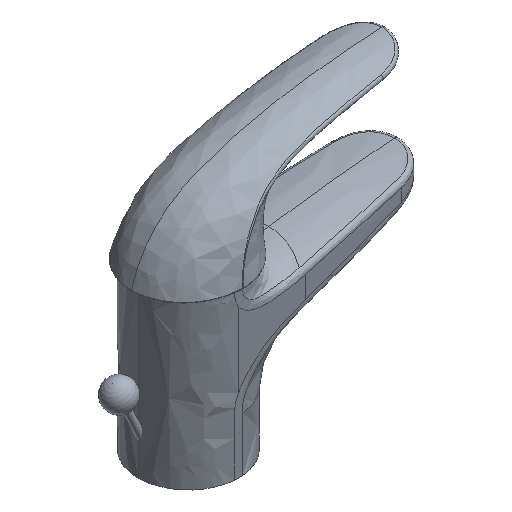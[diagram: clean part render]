
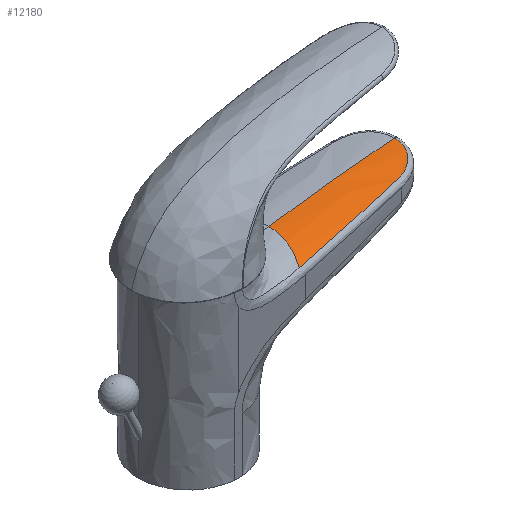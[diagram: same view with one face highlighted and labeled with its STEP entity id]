
A CAD part, isometric view. The second image highlights one B-rep face of the part: STEP entity #12180.
In plain terms, the highlighted free-form (B-spline) face has degree [4, 6] with [6, 7] control points.
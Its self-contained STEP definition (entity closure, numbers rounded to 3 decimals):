
#2909=B_SPLINE_SURFACE_WITH_KNOTS('',4,6,((#24885,#24886,#24887,#24888,
#24889,#24890,#24891),(#24892,#24893,#24894,#24895,#24896,#24897,#24898),
(#24899,#24900,#24901,#24902,#24903,#24904,#24905),(#24906,#24907,#24908,
#24909,#24910,#24911,#24912),(#24913,#24914,#24915,#24916,#24917,#24918,
#24919),(#24920,#24921,#24922,#24923,#24924,#24925,#24926)),
 .UNSPECIFIED.,.F.,.F.,.F.,(5,1,5),(7,7),(0.071,0.5,0.5),
(0.147,0.635),.UNSPECIFIED.);
#3119=ORIENTED_EDGE('',*,*,#6825,.F.);
#3120=ORIENTED_EDGE('',*,*,#6815,.F.);
#3121=ORIENTED_EDGE('',*,*,#6827,.T.);
#6815=EDGE_CURVE('',#8677,#8678,#9927,.F.);
#6825=EDGE_CURVE('',#8678,#8685,#9936,.T.);
#6827=EDGE_CURVE('',#8677,#8685,#9938,.T.);
#8677=VERTEX_POINT('',#23053);
#8678=VERTEX_POINT('',#23072);
#8685=VERTEX_POINT('',#24874);
#9927=B_SPLINE_CURVE_WITH_KNOTS('',3,(#23054,#23055,#23056,#23057,#23058,
#23059,#23060,#23061,#23062,#23063,#23064,#23065,#23066,#23067,#23068,#23069,
#23070,#23071),.UNSPECIFIED.,.F.,.F.,(4,1,1,1,1,1,1,1,1,1,1,1,1,1,1,4),
(0.,0.125,0.25,0.375,
0.5,0.563,0.625,0.656,
0.688,0.719,0.75,0.813,
0.844,0.875,0.938,1.),.UNSPECIFIED.);
#9936=B_SPLINE_CURVE_WITH_KNOTS('',3,(#24867,#24868,#24869,#24870,#24871,
#24872,#24873),.UNSPECIFIED.,.F.,.F.,(4,1,1,1,4),(0.134,0.35,
0.567,0.783,1.),.UNSPECIFIED.);
#9938=B_SPLINE_CURVE_WITH_KNOTS('',3,(#24927,#24928,#24929,#24930,#24931,
#24932),.UNSPECIFIED.,.F.,.F.,(4,1,1,4),(0.018,0.034,
0.049,0.081),.UNSPECIFIED.);
#10160=EDGE_LOOP('',(#3119,#3120,#3121));
#10924=FACE_BOUND('',#10160,.T.);
#12180=ADVANCED_FACE('',(#10924),#2909,.T.);
#23053=CARTESIAN_POINT('',(102.407,0.,82.773));
#23054=CARTESIAN_POINT('',(33.923,-21.195,71.677));
#23055=CARTESIAN_POINT('',(37.215,-20.951,72.191));
#23056=CARTESIAN_POINT('',(43.839,-20.416,73.249));
#23057=CARTESIAN_POINT('',(53.831,-19.569,74.838));
#23058=CARTESIAN_POINT('',(63.804,-18.643,76.428));
#23059=CARTESIAN_POINT('',(72.04,-17.805,77.719));
#23060=CARTESIAN_POINT('',(78.548,-17.089,78.709));
#23061=CARTESIAN_POINT('',(82.577,-16.629,79.298));
#23062=CARTESIAN_POINT('',(85.77,-16.236,79.75));
#23063=CARTESIAN_POINT('',(88.156,-15.975,80.068));
#23064=CARTESIAN_POINT('',(90.5,-15.528,80.411));
#23065=CARTESIAN_POINT('',(93.489,-14.517,80.923));
#23066=CARTESIAN_POINT('',(96.226,-12.944,81.469));
#23067=CARTESIAN_POINT('',(98.473,-10.775,81.958));
#23068=CARTESIAN_POINT('',(100.405,-8.316,82.369));
#23069=CARTESIAN_POINT('',(101.991,-4.694,82.699));
#23070=CARTESIAN_POINT('',(102.421,-1.565,82.774));
#23071=CARTESIAN_POINT('',(102.407,0.,82.773));
#23072=CARTESIAN_POINT('',(33.922,-21.195,71.678));
#24867=CARTESIAN_POINT('',(33.922,-21.196,71.678));
#24868=CARTESIAN_POINT('',(34.877,-19.668,72.329));
#24869=CARTESIAN_POINT('',(36.58,-16.491,73.542));
#24870=CARTESIAN_POINT('',(38.52,-11.261,74.929));
#24871=CARTESIAN_POINT('',(39.727,-5.705,75.698));
#24872=CARTESIAN_POINT('',(40.,-1.922,75.85));
#24873=CARTESIAN_POINT('',(40.,0.,75.85));
#24874=CARTESIAN_POINT('',(40.,0.,75.851));
#24885=CARTESIAN_POINT('',(102.483,-20.832,80.042));
#24886=CARTESIAN_POINT('',(91.15,-20.883,79.171));
#24887=CARTESIAN_POINT('',(78.503,-20.899,77.698));
#24888=CARTESIAN_POINT('',(66.351,-20.902,76.135));
#24889=CARTESIAN_POINT('',(54.882,-20.961,74.569));
#24890=CARTESIAN_POINT('',(43.911,-21.112,73.021));
#24891=CARTESIAN_POINT('',(33.496,-21.362,71.564));
#24892=CARTESIAN_POINT('',(103.083,-14.107,81.991));
#24893=CARTESIAN_POINT('',(92.05,-14.158,81.48));
#24894=CARTESIAN_POINT('',(79.808,-14.174,80.065));
#24895=CARTESIAN_POINT('',(68.038,-14.191,78.428));
#24896=CARTESIAN_POINT('',(56.894,-14.315,76.832));
#24897=CARTESIAN_POINT('',(46.155,-14.507,75.385));
#24898=CARTESIAN_POINT('',(35.833,-14.737,74.173));
#24899=CARTESIAN_POINT('',(102.9,-9.637,82.522));
#24900=CARTESIAN_POINT('',(91.892,-9.707,82.119));
#24901=CARTESIAN_POINT('',(79.898,-9.732,80.775));
#24902=CARTESIAN_POINT('',(68.52,-9.754,79.225));
#24903=CARTESIAN_POINT('',(57.714,-9.856,77.706));
#24904=CARTESIAN_POINT('',(47.145,-10.017,76.295));
#24905=CARTESIAN_POINT('',(36.828,-10.213,75.08));
#24906=CARTESIAN_POINT('',(102.809,-4.818,82.787));
#24907=CARTESIAN_POINT('',(91.813,-4.853,82.439));
#24908=CARTESIAN_POINT('',(79.944,-4.866,81.13));
#24909=CARTESIAN_POINT('',(68.761,-4.877,79.624));
#24910=CARTESIAN_POINT('',(58.124,-4.928,78.143));
#24911=CARTESIAN_POINT('',(47.64,-5.008,76.75));
#24912=CARTESIAN_POINT('',(37.326,-5.107,75.533));
#24913=CARTESIAN_POINT('',(102.809,0.,82.787));
#24914=CARTESIAN_POINT('',(91.813,0.,82.439));
#24915=CARTESIAN_POINT('',(79.944,0.,81.13));
#24916=CARTESIAN_POINT('',(68.761,0.,79.624));
#24917=CARTESIAN_POINT('',(58.124,0.,78.143));
#24918=CARTESIAN_POINT('',(47.64,0.,76.75));
#24919=CARTESIAN_POINT('',(37.326,0.,75.533));
#24920=CARTESIAN_POINT('',(102.809,0.001,82.787));
#24921=CARTESIAN_POINT('',(91.813,0.001,82.439));
#24922=CARTESIAN_POINT('',(79.944,0.001,81.13));
#24923=CARTESIAN_POINT('',(68.761,0.001,79.624));
#24924=CARTESIAN_POINT('',(58.124,0.001,78.143));
#24925=CARTESIAN_POINT('',(47.64,0.001,76.75));
#24926=CARTESIAN_POINT('',(37.326,0.001,75.533));
#24927=CARTESIAN_POINT('',(102.407,0.,82.773));
#24928=CARTESIAN_POINT('',(97.176,0.,82.595));
#24929=CARTESIAN_POINT('',(86.724,0.,81.758));
#24930=CARTESIAN_POINT('',(65.946,0.,79.286));
#24931=CARTESIAN_POINT('',(50.388,0.,77.111));
#24932=CARTESIAN_POINT('',(40.,0.,75.853));
